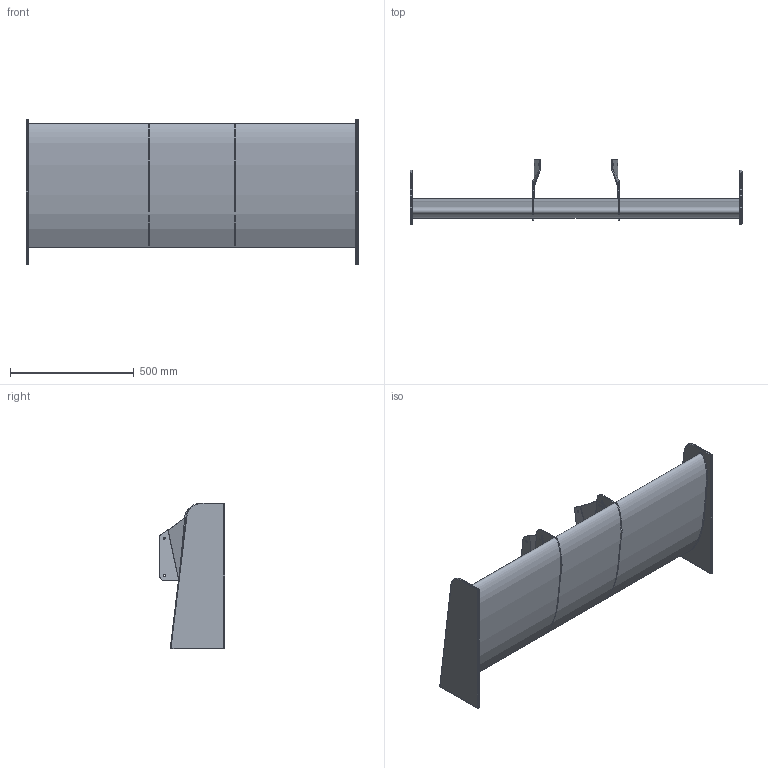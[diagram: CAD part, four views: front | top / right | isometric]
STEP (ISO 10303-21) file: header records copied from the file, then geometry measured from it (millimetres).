
FILE_DESCRIPTION (( 'STEP AP214' ), '1' );
FILE_NAME ('WingFrontZ.STEP', '2019-01-26T03:56:47', ( 'pattaya2u' ), ( 'Microsoft' ), 'SwSTEP 2.0', 'SolidWorks 2018', '' );
FILE_SCHEMA (( 'AUTOMOTIVE_DESIGN' ));
Length unit declared in the file: millimetre
Products named in the file (1): WingFrontZ
Bounding box: 1340 x 263.31 x 589 mm (x, y, z)
Volume: 26231419 mm3; surface area: 2078299.1 mm2
Topology: 5 solids, 5 shells, 190 faces, 482 edges, 292 vertices
Faces by surface type: cylinder 98, plane 61, bspline 15, sphere 12, torus 4
Entity records: 8168 total; most frequent: CARTESIAN_POINT 3512, DIRECTION 976, ORIENTED_EDGE 932, EDGE_CURVE 466, AXIS2_PLACEMENT_3D 366, VERTEX_POINT 288, VECTOR 244, LINE 244
